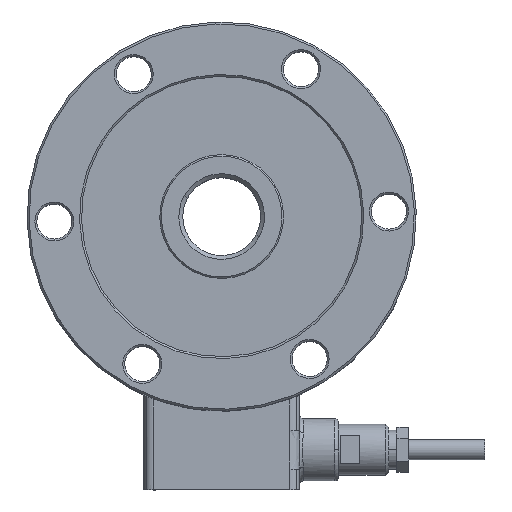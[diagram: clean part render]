
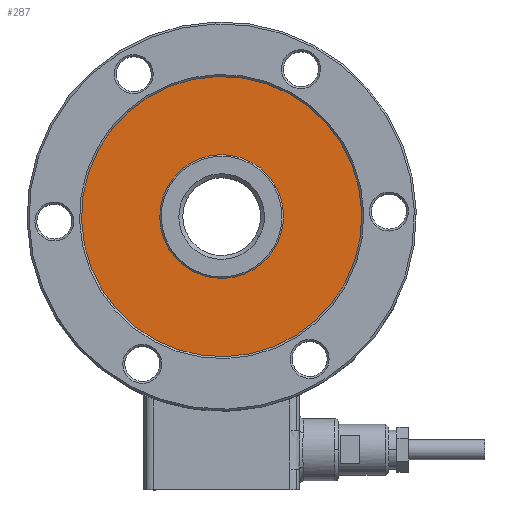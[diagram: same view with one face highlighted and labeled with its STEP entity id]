
A CAD part, top view. The second image highlights one B-rep face of the part: STEP entity #287.
In plain terms, the highlighted planar face has unit normal (0, 0, 1).
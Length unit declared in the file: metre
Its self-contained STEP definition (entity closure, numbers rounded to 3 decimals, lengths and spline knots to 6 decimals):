
#287=ADVANCED_FACE('0:552',(#695,#696),#697,.T.);
#695=FACE_OUTER_BOUND('',#1223,.T.);
#696=FACE_BOUND('',#1224,.T.);
#697=PLANE('',#1225);
#1223=EDGE_LOOP('',(#2281,#2282));
#1224=EDGE_LOOP('',(#2283,#2284));
#1225=AXIS2_PLACEMENT_3D('',#2285,#2286,#2287);
#2281=ORIENTED_EDGE('',*,*,#3527,.F.);
#2282=ORIENTED_EDGE('',*,*,#3455,.F.);
#2283=ORIENTED_EDGE('',*,*,#3398,.T.);
#2284=ORIENTED_EDGE('',*,*,#3425,.T.);
#2285=CARTESIAN_POINT('',(0.021844,0.057899,0.0221));
#2286=DIRECTION('',(0.,0.,1.0));
#2287=DIRECTION('',(0.881,-0.474,0.));
#3398=EDGE_CURVE('0:912',#4060,#4058,#4061,.T.);
#3425=EDGE_CURVE('',#4058,#4060,#4104,.T.);
#3455=EDGE_CURVE('',#4156,#4159,#4160,.T.);
#3527=EDGE_CURVE('0:918',#4159,#4156,#4258,.T.);
#4058=VERTEX_POINT('',#4967);
#4060=VERTEX_POINT('',#4970);
#4061=CIRCLE('',#4971,0.0159);
#4104=CIRCLE('',#5032,0.0159);
#4156=VERTEX_POINT('',#5091);
#4159=VERTEX_POINT('',#5095);
#4160=CIRCLE('',#5096,0.036);
#4258=CIRCLE('',#5237,0.036);
#4967=CARTESIAN_POINT('',(0.012995,0.062663,0.0221));
#4970=CARTESIAN_POINT('',(-0.015006,0.077737,0.0221));
#4971=AXIS2_PLACEMENT_3D('',#6007,#6008,#6009);
#5032=AXIS2_PLACEMENT_3D('',#6040,#6041,#6042);
#5091=CARTESIAN_POINT('',(0.030693,0.053135,0.0221));
#5095=CARTESIAN_POINT('',(-0.032704,0.087265,0.0221));
#5096=AXIS2_PLACEMENT_3D('',#6102,#6103,#6104);
#5237=AXIS2_PLACEMENT_3D('',#6192,#6193,#6194);
#6007=CARTESIAN_POINT('',(-0.001006,0.0702,0.0221));
#6008=DIRECTION('',(0.,0.,-1.0));
#6009=DIRECTION('',(0.881,-0.474,0.));
#6040=CARTESIAN_POINT('',(-0.001006,0.0702,0.0221));
#6041=DIRECTION('',(0.,0.,-1.0));
#6042=DIRECTION('',(0.881,-0.474,0.));
#6102=CARTESIAN_POINT('',(-0.001006,0.0702,0.0221));
#6103=DIRECTION('',(0.,0.,-1.0));
#6104=DIRECTION('',(0.881,-0.474,0.));
#6192=CARTESIAN_POINT('',(-0.001006,0.0702,0.0221));
#6193=DIRECTION('',(0.,0.,-1.0));
#6194=DIRECTION('',(0.881,-0.474,0.));
